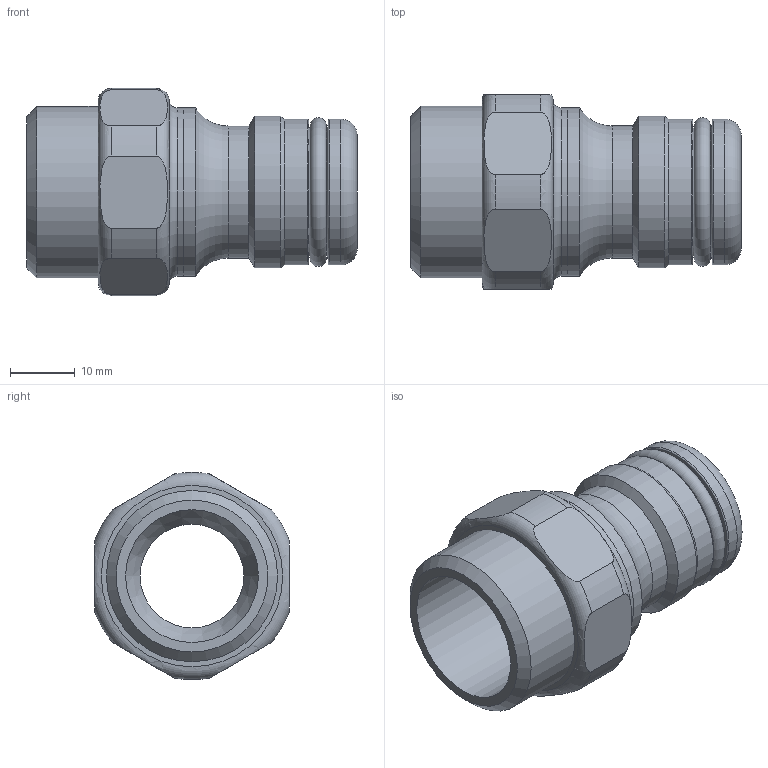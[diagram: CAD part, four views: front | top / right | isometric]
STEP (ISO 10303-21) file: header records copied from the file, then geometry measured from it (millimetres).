
FILE_DESCRIPTION(/* description */ ('AUSSENGEWINDESTECKER'),/* implementation_level */ '2;1');
FILE_NAME(/* name */ 'WL 34 NA.stp',/* time_stamp */ '2021-05-26T11:08:26+02:00',/* author */ ('Koch'),/* organization */ (''),/* preprocessor_version */ 'ST-DEVELOPER v17',/* originating_system */ 'Autodesk Inventor 2018',/* authorisation */ '');
FILE_SCHEMA (('AUTOMOTIVE_DESIGN { 1 0 10303 214 3 1 1 }'));
Length unit declared in the file: millimetre
Products named in the file (3): ENG-011709; ENG-011712; ENG-011135
Assembly tree (2 placements, depth 2):
  ENG-011709
    ENG-011712
    ENG-011135
Bounding box: 51 x 30 x 31.97 mm (x, y, z)
Volume: 12396 mm3; surface area: 8397 mm2
Topology: 2 solids, 2 shells, 40 faces, 112 edges, 78 vertices
Faces by surface type: cylinder 15, plane 12, torus 9, cone 4
Full cylindrical faces by diameter (mm): 16 x1, 20.4 x1, 20.5 x1, 22.5 x2, 23.4 x1, 25.981 x1, 26 x1, 26.44 x1
Entity records: 1749 total; most frequent: CARTESIAN_POINT 493, DIRECTION 265, ORIENTED_EDGE 224, AXIS2_PLACEMENT_3D 120, EDGE_CURVE 112, VERTEX_POINT 78, CIRCLE 75, EDGE_LOOP 46
